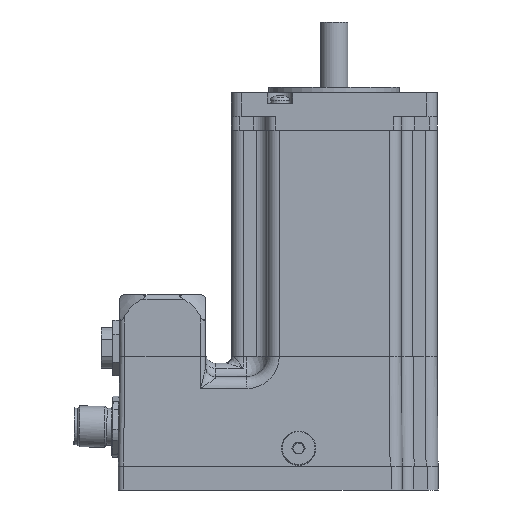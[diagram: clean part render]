
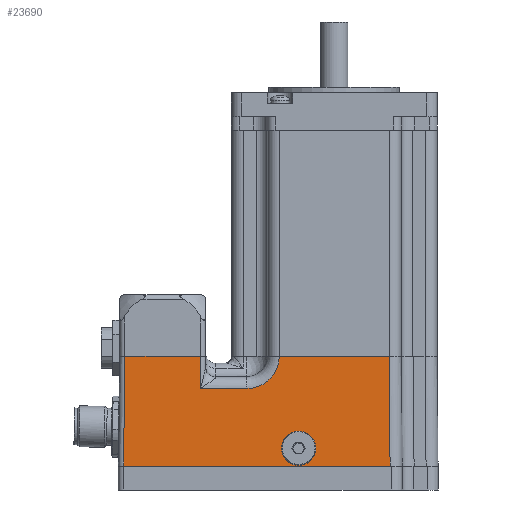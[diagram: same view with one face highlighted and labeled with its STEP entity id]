
A CAD part, left-side view. The second image highlights one B-rep face of the part: STEP entity #23690.
In plain terms, the highlighted planar face has unit normal (-1, 0, 0.009).
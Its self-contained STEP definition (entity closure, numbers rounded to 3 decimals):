
#689=LINE('',#37206,#2479);
#711=LINE('',#37276,#2501);
#718=LINE('',#37352,#2508);
#723=LINE('',#37444,#2513);
#729=LINE('',#37593,#2519);
#730=LINE('',#37595,#2520);
#731=LINE('',#37596,#2521);
#2479=VECTOR('',#29419,32.053);
#2501=VECTOR('',#29479,13.6);
#2508=VECTOR('',#29510,9.405);
#2513=VECTOR('',#29529,22.);
#2519=VECTOR('',#29575,32.004);
#2520=VECTOR('',#29576,77.8);
#2521=VECTOR('',#29577,32.003);
#5445=PLANE('',#25577);
#6066=FACE_BOUND('',#8269,.T.);
#6750=FACE_OUTER_BOUND('',#8268,.T.);
#8268=EDGE_LOOP('',(#18244,#18245,#18246,#18247,#18248,#18249,#18250,#18251));
#8269=EDGE_LOOP('',(#18252));
#9752=CIRCLE('',#25215,2.46);
#9926=CIRCLE('',#25537,9.447);
#11118=VERTEX_POINT('',#35938);
#11371=VERTEX_POINT('',#37145);
#11382=VERTEX_POINT('',#37203);
#11383=VERTEX_POINT('',#37205);
#11412=VERTEX_POINT('',#37272);
#11417=VERTEX_POINT('',#37316);
#11426=VERTEX_POINT('',#37442);
#11435=VERTEX_POINT('',#37592);
#11436=VERTEX_POINT('',#37594);
#13542=EDGE_CURVE('',#11118,#11118,#9752,.T.);
#13919=EDGE_CURVE('',#11382,#11383,#689,.T.);
#13954=EDGE_CURVE('',#11412,#11382,#9926,.T.);
#13955=EDGE_CURVE('',#11371,#11412,#711,.T.);
#13969=EDGE_CURVE('',#11371,#11417,#718,.T.);
#13981=EDGE_CURVE('',#11426,#11417,#723,.T.);
#14001=EDGE_CURVE('',#11426,#11435,#729,.T.);
#14002=EDGE_CURVE('',#11435,#11436,#730,.T.);
#14003=EDGE_CURVE('',#11383,#11436,#731,.T.);
#18244=ORIENTED_EDGE('',*,*,#13969,.T.);
#18245=ORIENTED_EDGE('',*,*,#13981,.F.);
#18246=ORIENTED_EDGE('',*,*,#14001,.T.);
#18247=ORIENTED_EDGE('',*,*,#14002,.T.);
#18248=ORIENTED_EDGE('',*,*,#14003,.F.);
#18249=ORIENTED_EDGE('',*,*,#13919,.F.);
#18250=ORIENTED_EDGE('',*,*,#13954,.F.);
#18251=ORIENTED_EDGE('',*,*,#13955,.F.);
#18252=ORIENTED_EDGE('',*,*,#13542,.T.);
#23690=ADVANCED_FACE('',(#6750,#6066),#5445,.F.);
#25215=AXIS2_PLACEMENT_3D('',#35939,#28623,#28624);
#25537=AXIS2_PLACEMENT_3D('',#37274,#29475,#29476);
#25577=AXIS2_PLACEMENT_3D('',#37591,#29573,#29574);
#28623=DIRECTION('center_axis',(1.,0.,
-0.009));
#28624=DIRECTION('ref_axis',(0.,1.,0.));
#29419=DIRECTION('',(0.,-1.,0.));
#29475=DIRECTION('center_axis',(-1.,0.,
0.009));
#29476=DIRECTION('ref_axis',(-0.007,-0.703,-0.711));
#29479=DIRECTION('',(0.,-1.,0.));
#29510=DIRECTION('',(0.009,0.,1.));
#29529=DIRECTION('',(0.,-1.,0.));
#29573=DIRECTION('center_axis',(1.,0.,
-0.009));
#29574=DIRECTION('ref_axis',(0.,-1.,0.));
#29575=DIRECTION('',(-0.009,0.012,-1.));
#29576=DIRECTION('',(0.,-1.,0.));
#29577=DIRECTION('',(-0.009,-0.009,-1.));
#35938=CARTESIAN_POINT('',(-29.751,12.86,-99.8));
#35939=CARTESIAN_POINT('Origin',(-29.751,10.4,-99.8));
#37145=CARTESIAN_POINT('',(-29.588,39.1,-82.405));
#37203=CARTESIAN_POINT('',(-29.5,16.053,-73.));
#37205=CARTESIAN_POINT('',(-29.5,-16.,-73.));
#37206=CARTESIAN_POINT('',(-29.5,16.053,-73.));
#37272=CARTESIAN_POINT('',(-29.588,25.5,-82.405));
#37274=CARTESIAN_POINT('Origin',(-29.5,25.5,-72.958));
#37276=CARTESIAN_POINT('',(-29.588,39.1,-82.405));
#37316=CARTESIAN_POINT('',(-29.5,39.1,-73.));
#37352=CARTESIAN_POINT('',(-29.588,39.1,-82.405));
#37442=CARTESIAN_POINT('',(-29.5,61.1,-73.));
#37444=CARTESIAN_POINT('',(-29.5,61.1,-73.));
#37591=CARTESIAN_POINT('Origin',(-29.5,61.1,-73.));
#37592=CARTESIAN_POINT('',(-29.8,61.5,-105.));
#37593=CARTESIAN_POINT('',(-29.5,61.1,-73.));
#37594=CARTESIAN_POINT('',(-29.8,-16.3,-105.));
#37595=CARTESIAN_POINT('',(-29.8,61.5,-105.));
#37596=CARTESIAN_POINT('',(-29.5,-16.,-73.));
